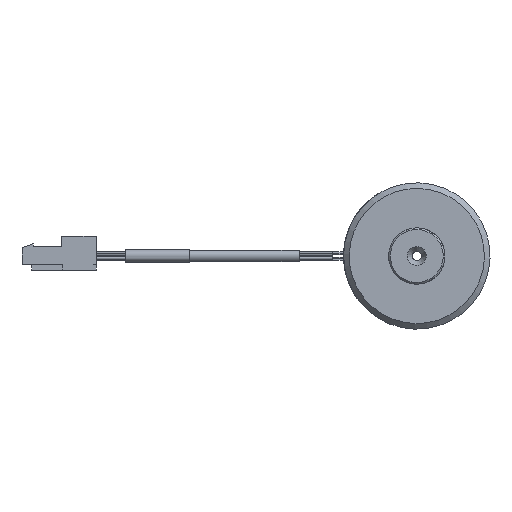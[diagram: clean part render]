
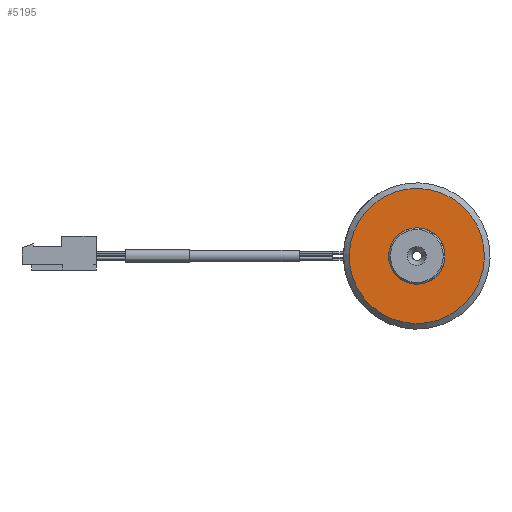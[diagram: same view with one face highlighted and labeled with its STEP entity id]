
A CAD part, left-side view. The second image highlights one B-rep face of the part: STEP entity #5195.
In plain terms, the highlighted planar face has unit normal (-1, 0, 0).
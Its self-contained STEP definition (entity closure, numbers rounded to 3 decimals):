
#1467 = VERTEX_POINT ( 'NONE', #26901 ) ;
#4296 = CIRCLE ( 'NONE', #9563, 5. ) ;
#5195 = ADVANCED_FACE ( 'NONE', ( #20141, #26487 ), #13978, .F. ) ;
#5649 = EDGE_CURVE ( 'NONE', #1467, #1467, #4296, .T. ) ;
#7635 = AXIS2_PLACEMENT_3D ( 'NONE', #28677, #14469, #31092 ) ;
#9563 = AXIS2_PLACEMENT_3D ( 'NONE', #19510, #19404, #19295 ) ;
#9810 = AXIS2_PLACEMENT_3D ( 'NONE', #14544, #13735, #13667 ) ;
#11165 = EDGE_LOOP ( 'NONE', ( #20834 ) ) ;
#11277 = EDGE_LOOP ( 'NONE', ( #22512 ) ) ;
#12743 = EDGE_CURVE ( 'NONE', #30465, #30465, #30451, .T. ) ;
#13667 = DIRECTION ( 'NONE',  ( 0., 0.201, -0.98 ) ) ;
#13735 = DIRECTION ( 'NONE',  ( 1., 0., 0. ) ) ;
#13978 = PLANE ( 'NONE',  #9810 ) ;
#14469 = DIRECTION ( 'NONE',  ( 1., 0., 0. ) ) ;
#14544 = CARTESIAN_POINT ( 'NONE',  ( 18., 4.898, 1.003 ) ) ;
#19295 = DIRECTION ( 'NONE',  ( 0., 0.201, -0.98 ) ) ;
#19404 = DIRECTION ( 'NONE',  ( 1., 0., 0. ) ) ;
#19510 = CARTESIAN_POINT ( 'NONE',  ( 18., 0., 0. ) ) ;
#20141 = FACE_OUTER_BOUND ( 'NONE', #11277, .T. ) ;
#20834 = ORIENTED_EDGE ( 'NONE', *, *, #5649, .T. ) ;
#22512 = ORIENTED_EDGE ( 'NONE', *, *, #12743, .F. ) ;
#26487 = FACE_BOUND ( 'NONE', #11165, .T. ) ;
#26901 = CARTESIAN_POINT ( 'NONE',  ( 18., 1.003, -4.898 ) ) ;
#28186 = CARTESIAN_POINT ( 'NONE',  ( 18., 2.407, -11.756 ) ) ;
#28677 = CARTESIAN_POINT ( 'NONE',  ( 18., 0., 0. ) ) ;
#30451 = CIRCLE ( 'NONE', #7635, 12. ) ;
#30465 = VERTEX_POINT ( 'NONE', #28186 ) ;
#31092 = DIRECTION ( 'NONE',  ( 0., 0.201, -0.98 ) ) ;
